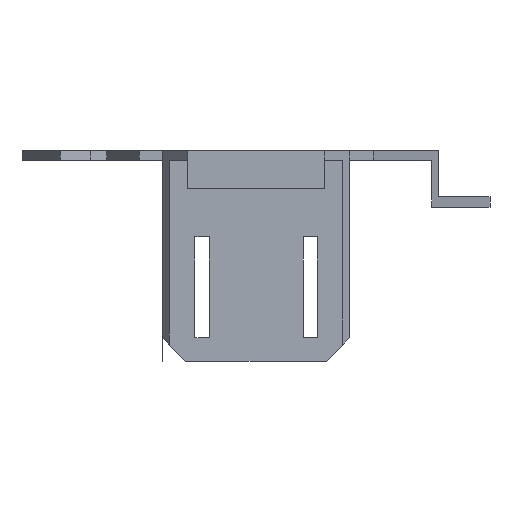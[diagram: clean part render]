
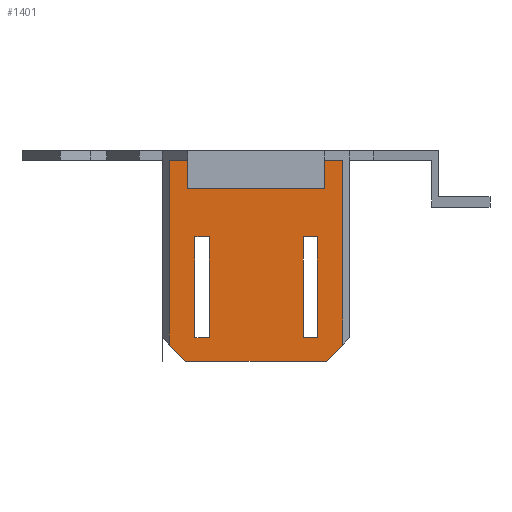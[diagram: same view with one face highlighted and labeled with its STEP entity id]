
A CAD part, left-side view. The second image highlights one B-rep face of the part: STEP entity #1401.
In plain terms, the highlighted planar face has unit normal (-1, 0, 0).
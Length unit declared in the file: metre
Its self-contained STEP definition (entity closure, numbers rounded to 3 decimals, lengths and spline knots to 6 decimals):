
#93=ORIENTED_EDGE('',*,*,#472,.F.);
#94=ORIENTED_EDGE('',*,*,#473,.T.);
#95=ORIENTED_EDGE('',*,*,#474,.T.);
#96=ORIENTED_EDGE('',*,*,#475,.F.);
#97=ORIENTED_EDGE('',*,*,#476,.F.);
#98=ORIENTED_EDGE('',*,*,#477,.T.);
#99=ORIENTED_EDGE('',*,*,#478,.F.);
#100=ORIENTED_EDGE('',*,*,#479,.T.);
#101=ORIENTED_EDGE('',*,*,#452,.F.);
#102=ORIENTED_EDGE('',*,*,#480,.T.);
#103=ORIENTED_EDGE('',*,*,#481,.T.);
#104=ORIENTED_EDGE('',*,*,#482,.F.);
#105=ORIENTED_EDGE('',*,*,#483,.T.);
#106=ORIENTED_EDGE('',*,*,#484,.F.);
#452=EDGE_CURVE('',#642,#643,#779,.T.);
#472=EDGE_CURVE('',#661,#662,#799,.T.);
#473=EDGE_CURVE('',#661,#663,#800,.T.);
#474=EDGE_CURVE('',#663,#664,#801,.T.);
#475=EDGE_CURVE('',#662,#664,#802,.T.);
#476=EDGE_CURVE('',#665,#666,#803,.T.);
#477=EDGE_CURVE('',#665,#667,#804,.T.);
#478=EDGE_CURVE('',#668,#667,#805,.T.);
#479=EDGE_CURVE('',#668,#666,#806,.T.);
#480=EDGE_CURVE('',#642,#669,#807,.T.);
#481=EDGE_CURVE('',#669,#670,#808,.T.);
#482=EDGE_CURVE('',#671,#670,#809,.T.);
#483=EDGE_CURVE('',#671,#672,#810,.T.);
#484=EDGE_CURVE('',#643,#672,#811,.T.);
#642=VERTEX_POINT('',#1980);
#643=VERTEX_POINT('',#1982);
#661=VERTEX_POINT('',#2022);
#662=VERTEX_POINT('',#2023);
#663=VERTEX_POINT('',#2025);
#664=VERTEX_POINT('',#2027);
#665=VERTEX_POINT('',#2030);
#666=VERTEX_POINT('',#2031);
#667=VERTEX_POINT('',#2033);
#668=VERTEX_POINT('',#2035);
#669=VERTEX_POINT('',#2038);
#670=VERTEX_POINT('',#2040);
#671=VERTEX_POINT('',#2042);
#672=VERTEX_POINT('',#2044);
#779=LINE('',#1981,#930);
#799=LINE('',#2021,#950);
#800=LINE('',#2024,#951);
#801=LINE('',#2026,#952);
#802=LINE('',#2028,#953);
#803=LINE('',#2029,#954);
#804=LINE('',#2032,#955);
#805=LINE('',#2034,#956);
#806=LINE('',#2036,#957);
#807=LINE('',#2037,#958);
#808=LINE('',#2039,#959);
#809=LINE('',#2041,#960);
#810=LINE('',#2043,#961);
#811=LINE('',#2045,#962);
#930=VECTOR('',#1603,1.);
#950=VECTOR('',#1627,1.);
#951=VECTOR('',#1628,1.);
#952=VECTOR('',#1629,1.);
#953=VECTOR('',#1630,1.);
#954=VECTOR('',#1631,1.);
#955=VECTOR('',#1632,1.);
#956=VECTOR('',#1633,1.);
#957=VECTOR('',#1634,1.);
#958=VECTOR('',#1635,1.);
#959=VECTOR('',#1636,1.);
#960=VECTOR('',#1637,1.);
#961=VECTOR('',#1638,1.);
#962=VECTOR('',#1639,1.);
#1083=EDGE_LOOP('',(#93,#94,#95,#96));
#1084=EDGE_LOOP('',(#97,#98,#99,#100));
#1085=EDGE_LOOP('',(#101,#102,#103,#104,#105,#106));
#1216=FACE_BOUND('',#1083,.T.);
#1217=FACE_BOUND('',#1084,.T.);
#1218=FACE_BOUND('',#1085,.T.);
#1347=PLANE('',#1487);
#1401=ADVANCED_FACE('',(#1216,#1217,#1218),#1347,.T.);
#1487=AXIS2_PLACEMENT_3D('',#2020,#1625,#1626);
#1603=DIRECTION('',(0.,0.,1.));
#1625=DIRECTION('',(-1.,0.,0.));
#1626=DIRECTION('',(0.,0.,1.));
#1627=DIRECTION('',(0.,0.,1.));
#1628=DIRECTION('',(0.,1.,0.));
#1629=DIRECTION('',(0.,0.,1.));
#1630=DIRECTION('',(0.,1.,0.));
#1631=DIRECTION('',(0.,-1.,0.));
#1632=DIRECTION('',(0.,0.,1.));
#1633=DIRECTION('',(0.,1.,0.));
#1634=DIRECTION('',(0.,0.,-1.));
#1635=DIRECTION('',(0.,-0.707,-0.707));
#1636=DIRECTION('',(0.,-1.,0.));
#1637=DIRECTION('',(0.,0.707,-0.707));
#1638=DIRECTION('',(0.,0.,1.));
#1639=DIRECTION('',(0.,-1.,0.));
#1980=CARTESIAN_POINT('',(-0.097482,-0.034219,-0.03936));
#1981=CARTESIAN_POINT('',(-0.097482,-0.034219,-0.0428));
#1982=CARTESIAN_POINT('',(-0.097482,-0.034219,0.));
#2020=CARTESIAN_POINT('',(-0.097482,-0.052993,-0.0428));
#2021=CARTESIAN_POINT('',(-0.097482,-0.065668,-0.027059));
#2022=CARTESIAN_POINT('',(-0.097482,-0.065668,-0.037809));
#2023=CARTESIAN_POINT('',(-0.097482,-0.065668,-0.016309));
#2024=CARTESIAN_POINT('',(-0.097482,-0.064168,-0.037809));
#2025=CARTESIAN_POINT('',(-0.097482,-0.062668,-0.037809));
#2026=CARTESIAN_POINT('',(-0.097482,-0.062668,-0.027059));
#2027=CARTESIAN_POINT('',(-0.097482,-0.062668,-0.016309));
#2028=CARTESIAN_POINT('',(-0.097482,-0.064168,-0.016309));
#2029=CARTESIAN_POINT('',(-0.097482,-0.041168,-0.037809));
#2030=CARTESIAN_POINT('',(-0.097482,-0.039668,-0.037809));
#2031=CARTESIAN_POINT('',(-0.097482,-0.042668,-0.037809));
#2032=CARTESIAN_POINT('',(-0.097482,-0.039668,-0.027059));
#2033=CARTESIAN_POINT('',(-0.097482,-0.039668,-0.016309));
#2034=CARTESIAN_POINT('',(-0.097482,-0.041168,-0.016309));
#2035=CARTESIAN_POINT('',(-0.097482,-0.042668,-0.016309));
#2036=CARTESIAN_POINT('',(-0.097482,-0.042668,-0.027059));
#2037=CARTESIAN_POINT('',(-0.097482,-0.035168,-0.040309));
#2038=CARTESIAN_POINT('',(-0.097482,-0.037666,-0.042804));
#2039=CARTESIAN_POINT('',(-0.097482,-0.052993,-0.0428));
#2040=CARTESIAN_POINT('',(-0.097482,-0.067671,-0.042804));
#2041=CARTESIAN_POINT('',(-0.097482,-0.070168,-0.040309));
#2042=CARTESIAN_POINT('',(-0.097482,-0.071099,-0.039379));
#2043=CARTESIAN_POINT('',(-0.097482,-0.071099,-0.0428));
#2044=CARTESIAN_POINT('',(-0.097482,-0.071099,0.));
#2045=CARTESIAN_POINT('',(-0.097482,-0.052993,0.));
